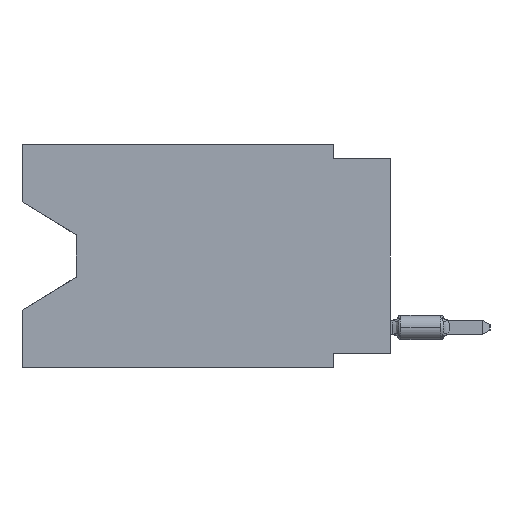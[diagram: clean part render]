
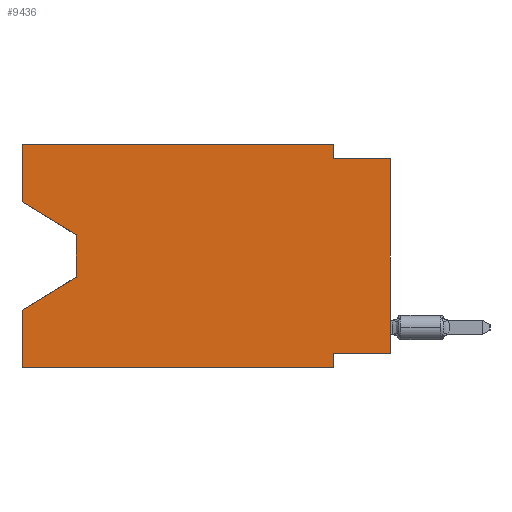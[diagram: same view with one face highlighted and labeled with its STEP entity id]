
A CAD part, left-side view. The second image highlights one B-rep face of the part: STEP entity #9436.
In plain terms, the highlighted planar face has unit normal (-1, 0, 0).
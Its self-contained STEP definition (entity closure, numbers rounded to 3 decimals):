
#754 = LINE ( 'NONE', #24163, #25151 ) ;
#1134 = VERTEX_POINT ( 'NONE', #6122 ) ;
#1236 = CARTESIAN_POINT ( 'NONE',  ( 0., 16.383, 0. ) ) ;
#1461 = DIRECTION ( 'NONE',  ( 0., -1., 0. ) ) ;
#1551 = CARTESIAN_POINT ( 'NONE',  ( 0., 2.54, -9.906 ) ) ;
#1735 = ORIENTED_EDGE ( 'NONE', *, *, #20710, .T. ) ;
#2008 = CARTESIAN_POINT ( 'NONE',  ( 0., 0., 0. ) ) ;
#2277 = DIRECTION ( 'NONE',  ( 0., -0.855, -0.519 ) ) ;
#2448 = VECTOR ( 'NONE', #1461, 1000. ) ;
#2471 = VECTOR ( 'NONE', #6808, 1000. ) ;
#2593 = VERTEX_POINT ( 'NONE', #12353 ) ;
#2765 = CARTESIAN_POINT ( 'NONE',  ( 0., 0., -0.635 ) ) ;
#2977 = VERTEX_POINT ( 'NONE', #21721 ) ;
#3102 = VECTOR ( 'NONE', #15747, 1000. ) ;
#3400 = CARTESIAN_POINT ( 'NONE',  ( 0., 16.383, -7.36 ) ) ;
#3757 = VECTOR ( 'NONE', #6451, 1000. ) ;
#4254 = ORIENTED_EDGE ( 'NONE', *, *, #22933, .F. ) ;
#4471 = ORIENTED_EDGE ( 'NONE', *, *, #16390, .T. ) ;
#4645 = DIRECTION ( 'NONE',  ( 0., -1., 0. ) ) ;
#5526 = LINE ( 'NONE', #22593, #14678 ) ;
#5587 = CARTESIAN_POINT ( 'NONE',  ( 0., 16.383, -2.546 ) ) ;
#6066 = CARTESIAN_POINT ( 'NONE',  ( 0., 16.383, 0. ) ) ;
#6122 = CARTESIAN_POINT ( 'NONE',  ( 0., 2.54, 0. ) ) ;
#6130 = VECTOR ( 'NONE', #20554, 1000. ) ;
#6451 = DIRECTION ( 'NONE',  ( 0., -1., 0. ) ) ;
#6595 = DIRECTION ( 'NONE',  ( 0., 0.855, -0.519 ) ) ;
#6808 = DIRECTION ( 'NONE',  ( 0., 1., 0. ) ) ;
#7730 = VERTEX_POINT ( 'NONE', #10097 ) ;
#8427 = CARTESIAN_POINT ( 'NONE',  ( 0., 16.383, 0. ) ) ;
#8589 = VECTOR ( 'NONE', #20242, 1000. ) ;
#8714 = CARTESIAN_POINT ( 'NONE',  ( 0., 0., -9.271 ) ) ;
#8977 = CARTESIAN_POINT ( 'NONE',  ( 0., 2.54, -9.906 ) ) ;
#9019 = CARTESIAN_POINT ( 'NONE',  ( 0., 16.383, -9.906 ) ) ;
#9436 = ADVANCED_FACE ( 'NONE', ( #15680 ), #15931, .F. ) ;
#9703 = VERTEX_POINT ( 'NONE', #1551 ) ;
#10097 = CARTESIAN_POINT ( 'NONE',  ( 0., 2.54, -0.635 ) ) ;
#10107 = EDGE_CURVE ( 'NONE', #10551, #1134, #20163, .T. ) ;
#10520 = LINE ( 'NONE', #8977, #20035 ) ;
#10521 = VERTEX_POINT ( 'NONE', #2765 ) ;
#10551 = VERTEX_POINT ( 'NONE', #1236 ) ;
#10645 = CARTESIAN_POINT ( 'NONE',  ( 0., 0., -9.271 ) ) ;
#11864 = VERTEX_POINT ( 'NONE', #23308 ) ;
#12333 = VERTEX_POINT ( 'NONE', #17982 ) ;
#12353 = CARTESIAN_POINT ( 'NONE',  ( 0., 2.54, -9.271 ) ) ;
#12451 = ORIENTED_EDGE ( 'NONE', *, *, #23830, .F. ) ;
#12572 = CARTESIAN_POINT ( 'NONE',  ( 0., 0., -0.635 ) ) ;
#12622 = EDGE_LOOP ( 'NONE', ( #1735, #22179, #21787, #12451, #4471, #21785, #15263, #13827, #17328, #4254, #13892, #16662 ) ) ;
#12806 = CARTESIAN_POINT ( 'NONE',  ( 0., 2.54, 0. ) ) ;
#13512 = VERTEX_POINT ( 'NONE', #3400 ) ;
#13644 = DIRECTION ( 'NONE',  ( 0., 0., -1. ) ) ;
#13827 = ORIENTED_EDGE ( 'NONE', *, *, #14443, .T. ) ;
#13892 = ORIENTED_EDGE ( 'NONE', *, *, #10107, .F. ) ;
#14090 = LINE ( 'NONE', #6066, #19998 ) ;
#14144 = DIRECTION ( 'NONE',  ( 1., 0., 0. ) ) ;
#14443 = EDGE_CURVE ( 'NONE', #17790, #10521, #17783, .T. ) ;
#14678 = VECTOR ( 'NONE', #19016, 1000. ) ;
#15263 = ORIENTED_EDGE ( 'NONE', *, *, #22321, .F. ) ;
#15415 = LINE ( 'NONE', #23799, #8589 ) ;
#15680 = FACE_OUTER_BOUND ( 'NONE', #12622, .T. ) ;
#15747 = DIRECTION ( 'NONE',  ( 0., 0., 1. ) ) ;
#15931 = PLANE ( 'NONE',  #21974 ) ;
#15950 = VERTEX_POINT ( 'NONE', #9019 ) ;
#16014 = DIRECTION ( 'NONE',  ( 0., 0., 1. ) ) ;
#16390 = EDGE_CURVE ( 'NONE', #15950, #9703, #18502, .T. ) ;
#16662 = ORIENTED_EDGE ( 'NONE', *, *, #22393, .F. ) ;
#17328 = ORIENTED_EDGE ( 'NONE', *, *, #23922, .F. ) ;
#17783 = LINE ( 'NONE', #2008, #3102 ) ;
#17790 = VERTEX_POINT ( 'NONE', #8714 ) ;
#17982 = CARTESIAN_POINT ( 'NONE',  ( 0., 13.97, -5.893 ) ) ;
#18502 = LINE ( 'NONE', #20655, #2448 ) ;
#19016 = DIRECTION ( 'NONE',  ( 0., 0., 1. ) ) ;
#19699 = EDGE_CURVE ( 'NONE', #2593, #9703, #10520, .T. ) ;
#19998 = VECTOR ( 'NONE', #16014, 1000. ) ;
#20035 = VECTOR ( 'NONE', #22472, 1000. ) ;
#20163 = LINE ( 'NONE', #22080, #24939 ) ;
#20242 = DIRECTION ( 'NONE',  ( 0., 0., -1. ) ) ;
#20379 = EDGE_CURVE ( 'NONE', #2977, #12333, #15415, .T. ) ;
#20432 = LINE ( 'NONE', #10645, #2471 ) ;
#20554 = DIRECTION ( 'NONE',  ( 0., 0., -1. ) ) ;
#20655 = CARTESIAN_POINT ( 'NONE',  ( 0., 16.383, -9.906 ) ) ;
#20710 = EDGE_CURVE ( 'NONE', #11864, #2977, #21246, .T. ) ;
#21179 = VECTOR ( 'NONE', #2277, 1000. ) ;
#21246 = LINE ( 'NONE', #5587, #21179 ) ;
#21466 = LINE ( 'NONE', #12572, #3757 ) ;
#21721 = CARTESIAN_POINT ( 'NONE',  ( 0., 13.97, -4.013 ) ) ;
#21785 = ORIENTED_EDGE ( 'NONE', *, *, #19699, .F. ) ;
#21787 = ORIENTED_EDGE ( 'NONE', *, *, #25060, .T. ) ;
#21974 = AXIS2_PLACEMENT_3D ( 'NONE', #8427, #14144, #13644 ) ;
#22080 = CARTESIAN_POINT ( 'NONE',  ( 0., 16.383, 0. ) ) ;
#22179 = ORIENTED_EDGE ( 'NONE', *, *, #20379, .T. ) ;
#22321 = EDGE_CURVE ( 'NONE', #17790, #2593, #20432, .T. ) ;
#22393 = EDGE_CURVE ( 'NONE', #11864, #10551, #5526, .T. ) ;
#22472 = DIRECTION ( 'NONE',  ( 0., 0., -1. ) ) ;
#22593 = CARTESIAN_POINT ( 'NONE',  ( 0., 16.383, 0. ) ) ;
#22702 = LINE ( 'NONE', #12806, #6130 ) ;
#22933 = EDGE_CURVE ( 'NONE', #1134, #7730, #22702, .T. ) ;
#23308 = CARTESIAN_POINT ( 'NONE',  ( 0., 16.383, -2.546 ) ) ;
#23799 = CARTESIAN_POINT ( 'NONE',  ( 0., 13.97, -4.013 ) ) ;
#23830 = EDGE_CURVE ( 'NONE', #15950, #13512, #14090, .T. ) ;
#23922 = EDGE_CURVE ( 'NONE', #7730, #10521, #21466, .T. ) ;
#24163 = CARTESIAN_POINT ( 'NONE',  ( 0., 13.97, -5.893 ) ) ;
#24939 = VECTOR ( 'NONE', #4645, 1000. ) ;
#25060 = EDGE_CURVE ( 'NONE', #12333, #13512, #754, .T. ) ;
#25151 = VECTOR ( 'NONE', #6595, 1000. ) ;
